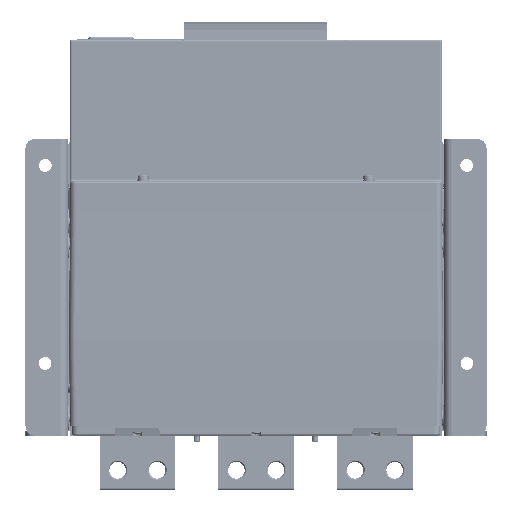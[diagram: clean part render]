
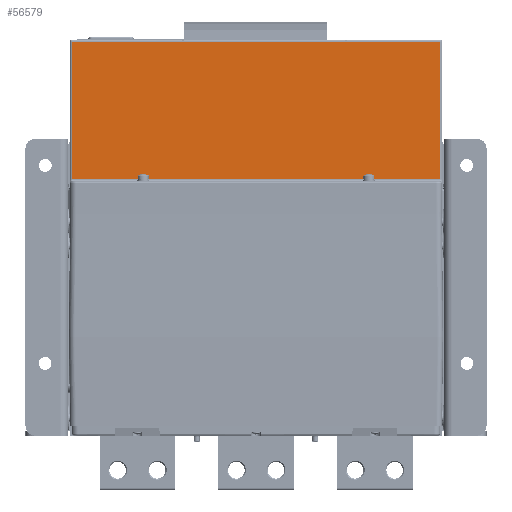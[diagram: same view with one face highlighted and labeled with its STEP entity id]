
A CAD part, front view. The second image highlights one B-rep face of the part: STEP entity #56579.
In plain terms, the highlighted planar face has unit normal (0, -1, 0).
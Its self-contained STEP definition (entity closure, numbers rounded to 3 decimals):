
#56579=ADVANCED_FACE('',(#67171),#62559,.F.);
#62559=PLANE('',#161380);
#67171=FACE_OUTER_BOUND('',#73610,.T.);
#73610=EDGE_LOOP('',(#88668,#88669,#88670,#88671));
#88668=ORIENTED_EDGE('',*,*,#126431,.T.);
#88669=ORIENTED_EDGE('',*,*,#126463,.T.);
#88670=ORIENTED_EDGE('',*,*,#126419,.T.);
#88671=ORIENTED_EDGE('',*,*,#126435,.T.);
#114319=VERTEX_POINT('',#215155);
#114322=VERTEX_POINT('',#215162);
#114328=VERTEX_POINT('',#215182);
#114331=VERTEX_POINT('',#215189);
#126419=EDGE_CURVE('',#114322,#114319,#140413,.T.);
#126431=EDGE_CURVE('',#114328,#114331,#140416,.T.);
#126435=EDGE_CURVE('',#114319,#114328,#140418,.T.);
#126463=EDGE_CURVE('',#114331,#114322,#140432,.T.);
#140413=LINE('',#215165,#150665);
#140416=LINE('',#215190,#150668);
#140418=LINE('',#215196,#150670);
#140432=LINE('',#215276,#150684);
#150665=VECTOR('',#179840,1.);
#150668=VECTOR('',#179871,1.);
#150670=VECTOR('',#179881,1.);
#150684=VECTOR('',#179915,1.);
#161380=AXIS2_PLACEMENT_3D('',#215277,#179916,#179917);
#179840=DIRECTION('',(0.,0.,1.));
#179871=DIRECTION('',(0.,0.,-1.));
#179881=DIRECTION('',(-1.,0.,0.));
#179915=DIRECTION('',(1.,0.,0.));
#179916=DIRECTION('',(0.,1.,0.));
#179917=DIRECTION('',(0.,0.,1.));
#215155=CARTESIAN_POINT('',(267.845,-19.155,43.755));
#215162=CARTESIAN_POINT('',(267.845,-19.155,-25.745));
#215165=CARTESIAN_POINT('',(267.845,-19.155,-43.245));
#215182=CARTESIAN_POINT('',(81.845,-19.155,43.755));
#215189=CARTESIAN_POINT('',(81.845,-19.155,-25.745));
#215190=CARTESIAN_POINT('',(81.845,-19.155,-43.245));
#215196=CARTESIAN_POINT('',(69.845,-19.155,43.755));
#215276=CARTESIAN_POINT('',(69.845,-19.155,-25.745));
#215277=CARTESIAN_POINT('',(69.845,-19.155,-43.245));
